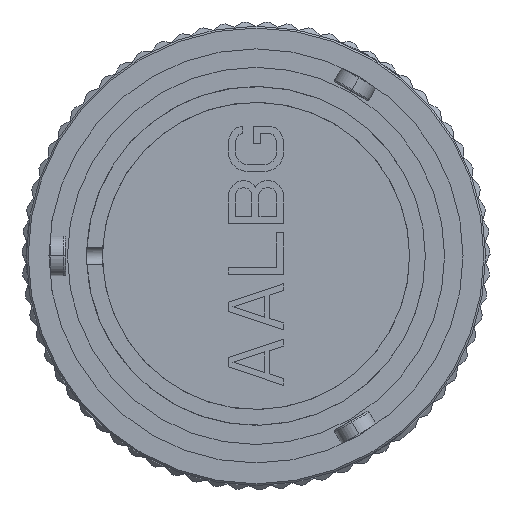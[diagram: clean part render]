
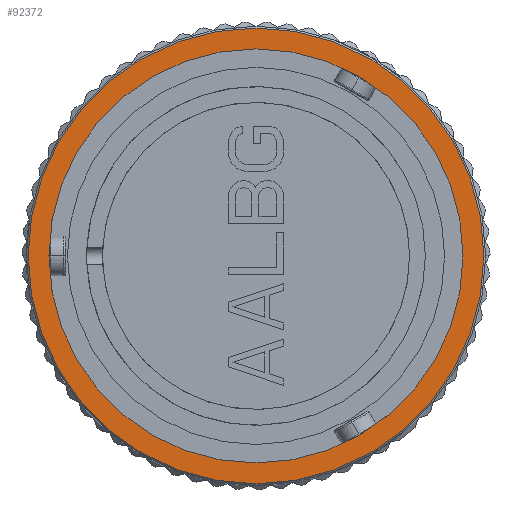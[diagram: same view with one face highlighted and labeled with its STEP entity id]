
A CAD part, left-side view. The second image highlights one B-rep face of the part: STEP entity #92372.
In plain terms, the highlighted planar face has unit normal (-1, 0, 0).
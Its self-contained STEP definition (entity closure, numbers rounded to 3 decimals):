
#26079=CARTESIAN_POINT('',(-28.57,0.,0.));
#26080=DIRECTION('',(-1.,0.,0.));
#26081=DIRECTION('',(0.,1.,0.));
#26082=AXIS2_PLACEMENT_3D('',#26079,#26080,#26081);
#26092=CARTESIAN_POINT('',(-28.57,0.,0.));
#26093=DIRECTION('',(1.,0.,0.));
#26094=DIRECTION('',(0.,1.,0.));
#26095=AXIS2_PLACEMENT_3D('',#26092,#26093,#26094);
#26097=CARTESIAN_POINT('',(-28.57,0.,0.));
#26098=DIRECTION('',(1.,0.,0.));
#26099=DIRECTION('',(0.,1.,0.));
#26100=AXIS2_PLACEMENT_3D('',#26097,#26098,#26099);
#26102=CARTESIAN_POINT('',(-28.57,0.,0.));
#26103=DIRECTION('',(-1.,0.,0.));
#26104=DIRECTION('',(0.,1.,0.));
#26105=AXIS2_PLACEMENT_3D('',#26102,#26103,#26104);
#38062=CARTESIAN_POINT('',(-28.57,23.51,0.));
#38063=CARTESIAN_POINT('',(-28.57,-23.51,0.));
#38064=VERTEX_POINT('',#38062);
#38065=VERTEX_POINT('',#38063);
#38742=CARTESIAN_POINT('',(-28.57,25.875,0.));
#38743=VERTEX_POINT('',#38742);
#38744=CARTESIAN_POINT('',(-28.57,-25.875,0.));
#38745=VERTEX_POINT('',#38744);
#92357=CARTESIAN_POINT('',(-28.57,0.,0.));
#92358=DIRECTION('',(-1.,0.,0.));
#92359=DIRECTION('',(0.,-1.,0.));
#92360=AXIS2_PLACEMENT_3D('',#92357,#92358,#92359);
#92361=PLANE('945',#92360);
#92362=ORIENTED_EDGE('9177',*,*,#92322,.F.);
#92363=ORIENTED_EDGE('9179',*,*,#92345,.T.);
#92364=EDGE_LOOP('945',(#92362,#92363));
#92365=FACE_OUTER_BOUND('945',#92364,.F.);
#92367=ORIENTED_EDGE('8678',*,*,#92366,.F.);
#92369=ORIENTED_EDGE('8676',*,*,#92368,.T.);
#92370=EDGE_LOOP('945',(#92367,#92369));
#92371=FACE_BOUND('945',#92370,.F.);
#26083=CIRCLE('9177',#26082,25.875);
#26096=CIRCLE('9179',#26095,25.875);
#26101=CIRCLE('8678',#26100,23.51);
#26106=CIRCLE('8676',#26105,23.51);
#92322=EDGE_CURVE('9177',#38743,#38745,#26083,.T.);
#92345=EDGE_CURVE('9179',#38743,#38745,#26096,.T.);
#92366=EDGE_CURVE('8678',#38064,#38065,#26101,.T.);
#92368=EDGE_CURVE('8676',#38064,#38065,#26106,.T.);
#92372=ADVANCED_FACE('945',(#92365,#92371),#92361,.T.);
